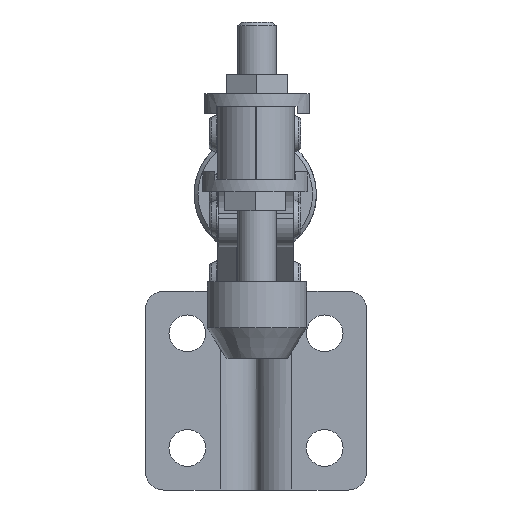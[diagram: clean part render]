
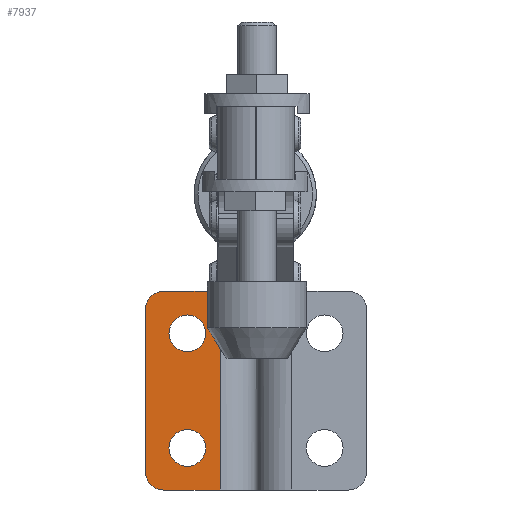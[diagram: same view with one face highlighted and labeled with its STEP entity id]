
A CAD part, left-side view. The second image highlights one B-rep face of the part: STEP entity #7937.
In plain terms, the highlighted planar face has unit normal (-1, 0, 0).
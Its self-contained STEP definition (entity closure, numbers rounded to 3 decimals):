
#1102=LINE('',#13877,#9559);
#1103=LINE('',#13880,#9560);
#1104=LINE('',#13884,#9561);
#1105=LINE('',#13888,#9562);
#2003=VERTEX_POINT('',#13874);
#2004=VERTEX_POINT('',#13876);
#2005=VERTEX_POINT('',#13878);
#2006=VERTEX_POINT('',#13879);
#2007=VERTEX_POINT('',#13881);
#2008=VERTEX_POINT('',#13883);
#2009=VERTEX_POINT('',#13885);
#2010=VERTEX_POINT('',#13887);
#2571=CIRCLE('',#8855,2.4);
#2572=CIRCLE('',#8856,2.4);
#2573=CIRCLE('',#8857,2.4);
#2574=CIRCLE('',#8858,2.4);
#3455=EDGE_CURVE('',#2003,#2003,#2571,.T.);
#3456=EDGE_CURVE('',#2004,#2004,#2572,.T.);
#3457=EDGE_CURVE('',#2005,#2006,#1102,.T.);
#3458=EDGE_CURVE('',#2006,#2007,#1103,.T.);
#3459=EDGE_CURVE('',#2007,#2008,#2573,.T.);
#3460=EDGE_CURVE('',#2008,#2009,#1104,.T.);
#3461=EDGE_CURVE('',#2009,#2010,#2574,.T.);
#3462=EDGE_CURVE('',#2010,#2005,#1105,.T.);
#5278=ORIENTED_EDGE('',*,*,#3455,.T.);
#5279=ORIENTED_EDGE('',*,*,#3456,.T.);
#5280=ORIENTED_EDGE('',*,*,#3457,.T.);
#5281=ORIENTED_EDGE('',*,*,#3458,.T.);
#5282=ORIENTED_EDGE('',*,*,#3459,.T.);
#5283=ORIENTED_EDGE('',*,*,#3460,.T.);
#5284=ORIENTED_EDGE('',*,*,#3461,.T.);
#5285=ORIENTED_EDGE('',*,*,#3462,.T.);
#6553=EDGE_LOOP('',(#5278));
#6554=EDGE_LOOP('',(#5279));
#6555=EDGE_LOOP('',(#5280,#5281,#5282,#5283,#5284,#5285));
#7329=FACE_BOUND('',#6553,.T.);
#7330=FACE_BOUND('',#6554,.T.);
#7331=FACE_BOUND('',#6555,.T.);
#7937=ADVANCED_FACE('',(#7329,#7330,#7331),#9933,.F.);
#8854=AXIS2_PLACEMENT_3D('',#13872,#16182,$);
#8855=AXIS2_PLACEMENT_3D('',#13873,#16183,#16184);
#8856=AXIS2_PLACEMENT_3D('',#13875,#16185,#16186);
#8857=AXIS2_PLACEMENT_3D('',#13882,#16189,#16190);
#8858=AXIS2_PLACEMENT_3D('',#13886,#16192,#16193);
#9559=VECTOR('',#16187,1.);
#9560=VECTOR('',#16188,1.);
#9561=VECTOR('',#16191,1.);
#9562=VECTOR('',#16194,1.);
#9933=PLANE('',#8854);
#13872=CARTESIAN_POINT('',(342.001,209.531,-10.829));
#13873=CARTESIAN_POINT('',(342.001,220.334,-8.074));
#13874=CARTESIAN_POINT('',(342.001,217.934,-8.074));
#13875=CARTESIAN_POINT('',(342.001,220.334,-23.074));
#13876=CARTESIAN_POINT('',(342.001,217.934,-23.074));
#13877=CARTESIAN_POINT('',(342.001,216.015,-14.094));
#13878=CARTESIAN_POINT('',(342.001,216.015,-28.574));
#13879=CARTESIAN_POINT('',(342.001,216.015,-2.574));
#13880=CARTESIAN_POINT('',(342.001,218.734,-2.574));
#13881=CARTESIAN_POINT('',(342.001,223.434,-2.574));
#13882=CARTESIAN_POINT('',(342.001,223.434,-4.974));
#13883=CARTESIAN_POINT('',(342.001,225.834,-4.974));
#13884=CARTESIAN_POINT('',(342.001,225.834,-15.574));
#13885=CARTESIAN_POINT('',(342.001,225.834,-26.174));
#13886=CARTESIAN_POINT('',(342.001,223.434,-26.174));
#13887=CARTESIAN_POINT('',(342.001,223.434,-28.574));
#13888=CARTESIAN_POINT('',(342.001,216.823,-28.574));
#16182=DIRECTION('',(1.,0.,0.));
#16183=DIRECTION('',(1.,0.,0.));
#16184=DIRECTION('',(0.,-2.4,0.));
#16185=DIRECTION('',(1.,0.,0.));
#16186=DIRECTION('',(0.,-2.4,0.));
#16187=DIRECTION('',(0.,0.,1.));
#16188=DIRECTION('',(0.,1.,0.));
#16189=DIRECTION('',(-1.,0.,0.));
#16190=DIRECTION('',(0.,-2.4,0.));
#16191=DIRECTION('',(0.,0.,-1.));
#16192=DIRECTION('',(-1.,0.,0.));
#16193=DIRECTION('',(0.,-2.4,0.));
#16194=DIRECTION('',(0.,-1.,0.));
